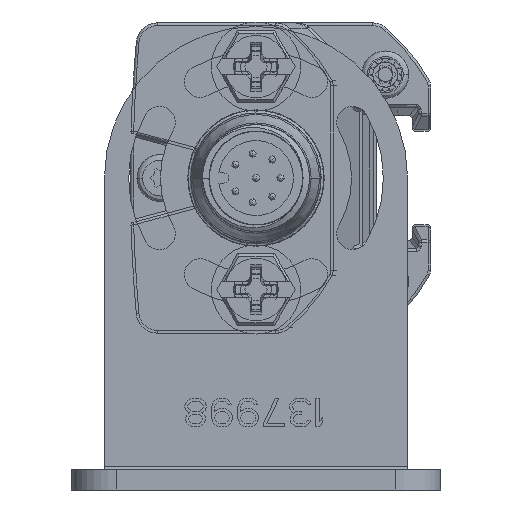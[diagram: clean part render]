
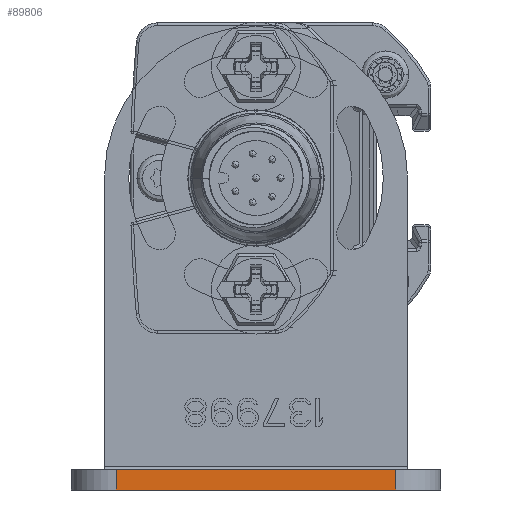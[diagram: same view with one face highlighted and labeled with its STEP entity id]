
A CAD part, front view. The second image highlights one B-rep face of the part: STEP entity #89806.
In plain terms, the highlighted face is planar.
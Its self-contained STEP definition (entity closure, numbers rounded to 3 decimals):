
#85289=DIRECTION('',(-1.,0.,0.));
#85290=VECTOR('',#85289,31.4);
#85291=CARTESIAN_POINT('',(15.7,27.,2.286));
#85292=LINE('',#85291,#85290);
#85358=DIRECTION('',(-1.,0.,0.));
#85359=VECTOR('',#85358,31.4);
#85360=CARTESIAN_POINT('',(15.7,27.,0.));
#85361=LINE('',#85360,#85359);
#85436=DIRECTION('',(0.,0.,-1.));
#85437=VECTOR('',#85436,2.286);
#85438=CARTESIAN_POINT('',(15.7,27.,2.286));
#85439=LINE('',#85438,#85437);
#85440=DIRECTION('',(0.,0.,-1.));
#85441=VECTOR('',#85440,2.286);
#85442=CARTESIAN_POINT('',(-15.7,27.,2.286));
#85443=LINE('',#85442,#85441);
#88752=CARTESIAN_POINT('',(15.7,27.,0.));
#88754=VERTEX_POINT('',#88752);
#88758=CARTESIAN_POINT('',(15.7,27.,2.286));
#88759=VERTEX_POINT('',#88758);
#88761=CARTESIAN_POINT('',(-15.7,27.,0.));
#88763=VERTEX_POINT('',#88761);
#88764=CARTESIAN_POINT('',(-15.7,27.,2.286));
#88765=VERTEX_POINT('',#88764);
#89794=CARTESIAN_POINT('',(20.7,27.,0.));
#89795=DIRECTION('',(0.,1.,0.));
#89796=DIRECTION('',(-1.,0.,0.));
#89797=AXIS2_PLACEMENT_3D('',#89794,#89795,#89796);
#89798=PLANE('',#89797);
#89799=ORIENTED_EDGE('',*,*,#89789,.F.);
#89800=ORIENTED_EDGE('',*,*,#89556,.T.);
#89802=ORIENTED_EDGE('',*,*,#89801,.T.);
#89803=ORIENTED_EDGE('',*,*,#89613,.F.);
#89804=EDGE_LOOP('',(#89799,#89800,#89802,#89803));
#89805=FACE_OUTER_BOUND('',#89804,.F.);
#89806=ADVANCED_FACE('',(#89805),#89798,.T.);
#89556=EDGE_CURVE('',#88759,#88765,#85292,.T.);
#89613=EDGE_CURVE('',#88754,#88763,#85361,.T.);
#89789=EDGE_CURVE('',#88759,#88754,#85439,.T.);
#89801=EDGE_CURVE('',#88765,#88763,#85443,.T.);
